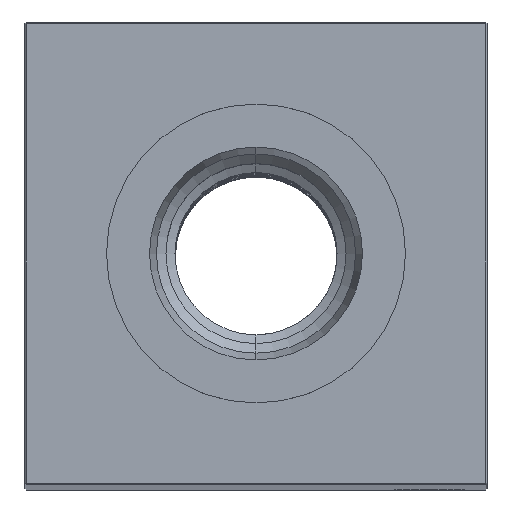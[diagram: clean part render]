
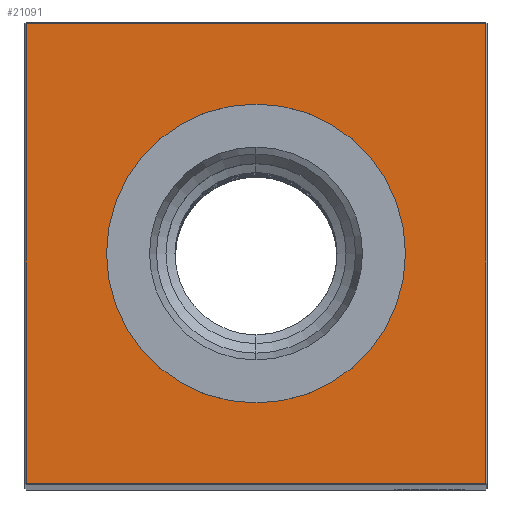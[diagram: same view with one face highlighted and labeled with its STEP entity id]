
A CAD part, top view. The second image highlights one B-rep face of the part: STEP entity #21091.
In plain terms, the highlighted planar face has unit normal (0, 0, 1).
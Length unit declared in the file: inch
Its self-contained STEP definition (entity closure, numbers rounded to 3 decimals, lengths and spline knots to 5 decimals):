
#17 = PLANE ( 'NONE',  #11007 ) ;
#178 = FACE_BOUND ( 'NONE', #6108, .T. ) ;
#444 = CARTESIAN_POINT ( 'NONE',  ( 0., 0., 15.5 ) ) ;
#1334 = CARTESIAN_POINT ( 'NONE',  ( 0., 1.24, 15.5 ) ) ;
#1692 = EDGE_CURVE ( 'NONE', #15725, #12048, #18732, .T. ) ;
#2007 = VERTEX_POINT ( 'NONE', #15011 ) ;
#3069 = CARTESIAN_POINT ( 'NONE',  ( 1.24, 1.24, 15.5 ) ) ;
#4143 = CARTESIAN_POINT ( 'NONE',  ( -1.24, -1.24, 15.5 ) ) ;
#5931 = LINE ( 'NONE', #19549, #17437 ) ;
#6108 = EDGE_LOOP ( 'NONE', ( #15004, #14287 ) ) ;
#7305 = DIRECTION ( 'NONE',  ( -1., 0., 0. ) ) ;
#7458 = ORIENTED_EDGE ( 'NONE', *, *, #10656, .T. ) ;
#7574 = EDGE_LOOP ( 'NONE', ( #16163, #16881, #7458, #16308 ) ) ;
#7676 = EDGE_CURVE ( 'NONE', #29617, #15725, #19863, .T. ) ;
#8538 = CIRCLE ( 'NONE', #15954, 0.80709 ) ;
#9506 = CARTESIAN_POINT ( 'NONE',  ( 0., 0.80709, 15.5 ) ) ;
#9573 = DIRECTION ( 'NONE',  ( -1., 0., 0. ) ) ;
#9840 = DIRECTION ( 'NONE',  ( -1., 0., 0. ) ) ;
#10407 = CARTESIAN_POINT ( 'NONE',  ( 0., 0., 15.5 ) ) ;
#10656 = EDGE_CURVE ( 'NONE', #2007, #29617, #5931, .T. ) ;
#11007 = AXIS2_PLACEMENT_3D ( 'NONE', #19316, #28762, #9573 ) ;
#12048 = VERTEX_POINT ( 'NONE', #4143 ) ;
#12584 = CIRCLE ( 'NONE', #29864, 0.80709 ) ;
#12717 = LINE ( 'NONE', #24763, #16732 ) ;
#13010 = DIRECTION ( 'NONE',  ( 1., 0., 0. ) ) ;
#13371 = VECTOR ( 'NONE', #23683, 39.37008 ) ;
#14287 = ORIENTED_EDGE ( 'NONE', *, *, #21565, .T. ) ;
#14922 = DIRECTION ( 'NONE',  ( -1., 0., 0. ) ) ;
#15004 = ORIENTED_EDGE ( 'NONE', *, *, #24123, .T. ) ;
#15011 = CARTESIAN_POINT ( 'NONE',  ( 1.24, -1.24, 15.5 ) ) ;
#15221 = EDGE_CURVE ( 'NONE', #12048, #2007, #12717, .T. ) ;
#15725 = VERTEX_POINT ( 'NONE', #16173 ) ;
#15954 = AXIS2_PLACEMENT_3D ( 'NONE', #444, #20986, #9840 ) ;
#16163 = ORIENTED_EDGE ( 'NONE', *, *, #1692, .T. ) ;
#16173 = CARTESIAN_POINT ( 'NONE',  ( -1.24, 1.24, 15.5 ) ) ;
#16308 = ORIENTED_EDGE ( 'NONE', *, *, #7676, .T. ) ;
#16732 = VECTOR ( 'NONE', #13010, 39.37008 ) ;
#16759 = VERTEX_POINT ( 'NONE', #26476 ) ;
#16881 = ORIENTED_EDGE ( 'NONE', *, *, #15221, .T. ) ;
#17437 = VECTOR ( 'NONE', #20143, 39.37008 ) ;
#18732 = LINE ( 'NONE', #25855, #13371 ) ;
#19316 = CARTESIAN_POINT ( 'NONE',  ( 0., 0., 15.5 ) ) ;
#19549 = CARTESIAN_POINT ( 'NONE',  ( 1.24, 0., 15.5 ) ) ;
#19863 = LINE ( 'NONE', #1334, #27780 ) ;
#20143 = DIRECTION ( 'NONE',  ( 0., 1., 0. ) ) ;
#20246 = DIRECTION ( 'NONE',  ( 0., 0., -1. ) ) ;
#20986 = DIRECTION ( 'NONE',  ( 0., 0., -1. ) ) ;
#21091 = ADVANCED_FACE ( 'NONE', ( #23504, #178 ), #17, .F. ) ;
#21565 = EDGE_CURVE ( 'NONE', #16759, #29428, #8538, .T. ) ;
#23504 = FACE_OUTER_BOUND ( 'NONE', #7574, .T. ) ;
#23683 = DIRECTION ( 'NONE',  ( 0., -1., 0. ) ) ;
#24123 = EDGE_CURVE ( 'NONE', #29428, #16759, #12584, .T. ) ;
#24763 = CARTESIAN_POINT ( 'NONE',  ( 0., -1.24, 15.5 ) ) ;
#25855 = CARTESIAN_POINT ( 'NONE',  ( -1.24, 0., 15.5 ) ) ;
#26476 = CARTESIAN_POINT ( 'NONE',  ( 0., -0.80709, 15.5 ) ) ;
#27780 = VECTOR ( 'NONE', #14922, 39.37008 ) ;
#28762 = DIRECTION ( 'NONE',  ( 0., 0., -1. ) ) ;
#29428 = VERTEX_POINT ( 'NONE', #9506 ) ;
#29617 = VERTEX_POINT ( 'NONE', #3069 ) ;
#29864 = AXIS2_PLACEMENT_3D ( 'NONE', #10407, #20246, #7305 ) ;
